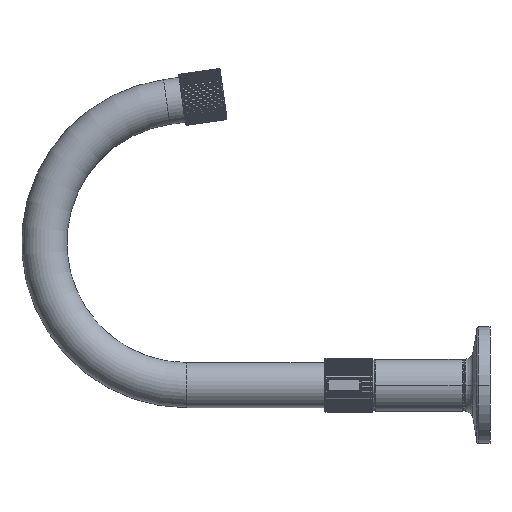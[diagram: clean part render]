
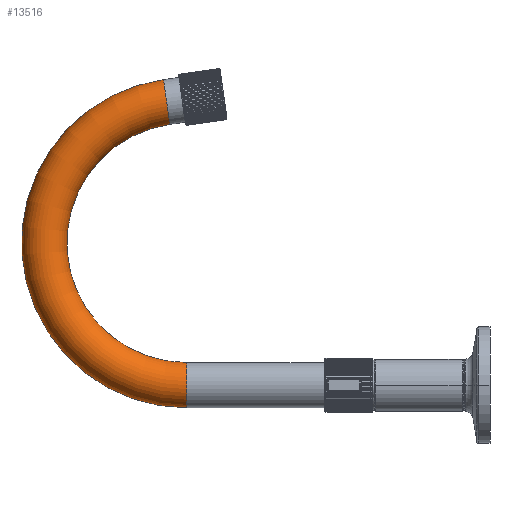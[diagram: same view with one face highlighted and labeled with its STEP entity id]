
A CAD part, left-side view. The second image highlights one B-rep face of the part: STEP entity #13516.
In plain terms, the highlighted toroidal (fillet/blend) face has major radius 69.85 mm and minor radius 11.113 mm.
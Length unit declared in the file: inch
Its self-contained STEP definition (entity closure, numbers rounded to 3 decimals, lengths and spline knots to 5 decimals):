
#4286=CARTESIAN_POINT('',(0.,6.24873,5.47324));
#4287=DIRECTION('',(0.,-0.99,0.139));
#4288=DIRECTION('',(0.,0.139,0.99));
#4289=AXIS2_PLACEMENT_3D('',#4286,#4287,#4288);
#4295=CARTESIAN_POINT('',(0.,5.866,2.75));
#4296=DIRECTION('',(1.,0.,0.));
#4297=DIRECTION('',(0.,0.,-1.));
#4298=AXIS2_PLACEMENT_3D('',#4295,#4296,#4297);
#4300=CARTESIAN_POINT('',(0.,5.866,2.75));
#4301=DIRECTION('',(-1.,0.,0.));
#4302=DIRECTION('',(0.,0.139,0.99));
#4303=AXIS2_PLACEMENT_3D('',#4300,#4301,#4302);
#4305=CARTESIAN_POINT('',(0.,5.866,0.));
#4306=DIRECTION('',(0.,1.,0.));
#4307=DIRECTION('',(0.,0.,-1.));
#4308=AXIS2_PLACEMENT_3D('',#4305,#4306,#4307);
#9757=CARTESIAN_POINT('',(0.,5.866,0.4375));
#9758=CARTESIAN_POINT('',(0.,5.866,-0.4375));
#9759=VERTEX_POINT('',#9757);
#9760=VERTEX_POINT('',#9758);
#9761=CARTESIAN_POINT('',(0.,6.18784,5.03999));
#9762=CARTESIAN_POINT('',(0.,6.30961,5.90648));
#9763=VERTEX_POINT('',#9761);
#9764=VERTEX_POINT('',#9762);
#13502=CARTESIAN_POINT('',(0.,5.866,2.75));
#13503=DIRECTION('',(1.,0.,0.));
#13504=DIRECTION('',(0.,0.,1.));
#13505=AXIS2_PLACEMENT_3D('',#13502,#13503,#13504);
#13506=TOROIDAL_SURFACE('',#13505,2.75,0.4375);
#13508=ORIENTED_EDGE('',*,*,#13507,.T.);
#13509=ORIENTED_EDGE('',*,*,#13496,.T.);
#13511=ORIENTED_EDGE('',*,*,#13510,.T.);
#13513=ORIENTED_EDGE('',*,*,#13512,.F.);
#13514=EDGE_LOOP('',(#13508,#13509,#13511,#13513));
#13515=FACE_OUTER_BOUND('',#13514,.F.);
#13516=ADVANCED_FACE('',(#13515),#13506,.T.);
#4290=CIRCLE('',#4289,0.4375);
#4299=CIRCLE('',#4298,3.1875);
#4304=CIRCLE('',#4303,2.3125);
#4309=CIRCLE('',#4308,0.4375);
#13496=EDGE_CURVE('',#9764,#9763,#4290,.T.);
#13507=EDGE_CURVE('',#9760,#9764,#4299,.T.);
#13510=EDGE_CURVE('',#9763,#9759,#4304,.T.);
#13512=EDGE_CURVE('',#9760,#9759,#4309,.T.);
